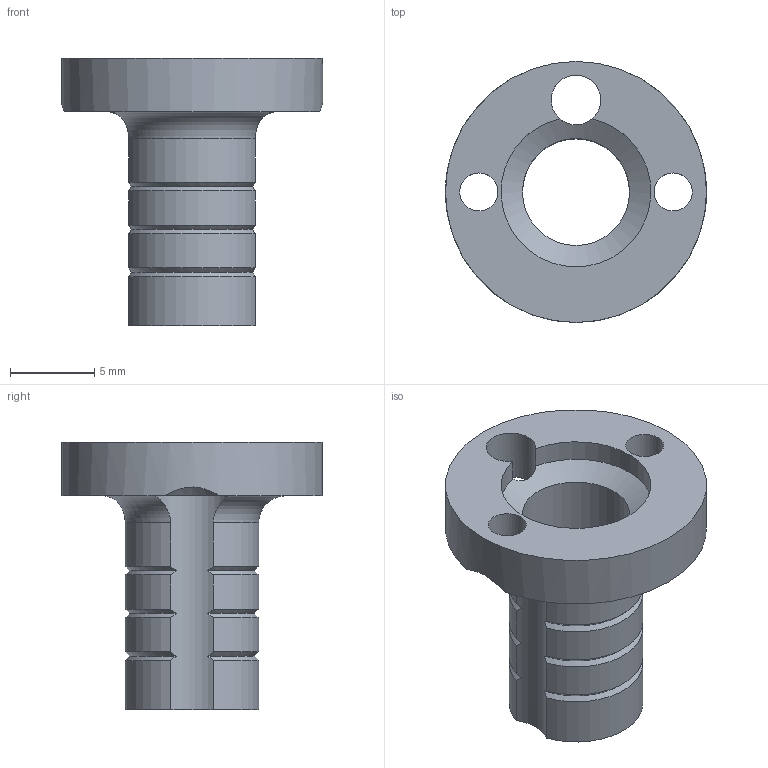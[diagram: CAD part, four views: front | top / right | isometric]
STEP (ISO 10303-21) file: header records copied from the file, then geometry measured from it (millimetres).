
FILE_DESCRIPTION(/* description */ ('Alibre Inc.'),/* implementation_level */ '2;1');
FILE_NAME(/* name */ 'export0',/* time_stamp */ '2009-08-19T10:31:38-07:00',/* author */ (''),/* organization */ (''),/* preprocessor_version */ 'ST-DEVELOPER v10',/* originating_system */ 'Alibre',/* authorisation */ '');
FILE_SCHEMA (('CONFIG_CONTROL_DESIGN'));
Length unit declared in the file: centimetre
Products named in the file (1): S10047
Bounding box: 15.49 x 15.49 x 15.88 mm (x, y, z)
Volume: 589.7 mm3; surface area: 1136.6 mm2
Topology: 1 solids, 1 shells, 41 faces, 122 edges, 79 vertices
Faces by surface type: cylinder 18, cone 15, plane 6, torus 2
Full cylindrical faces by diameter (mm): 2.261 x2, 2.946 x1, 6.35 x1, 15.494 x1
Entity records: 1398 total; most frequent: CARTESIAN_POINT 433, ORIENTED_EDGE 216, DIRECTION 140, EDGE_CURVE 108, VERTEX_POINT 73, AXIS2_PLACEMENT_3D 68, EDGE_LOOP 53, FACE_BOUND 53
